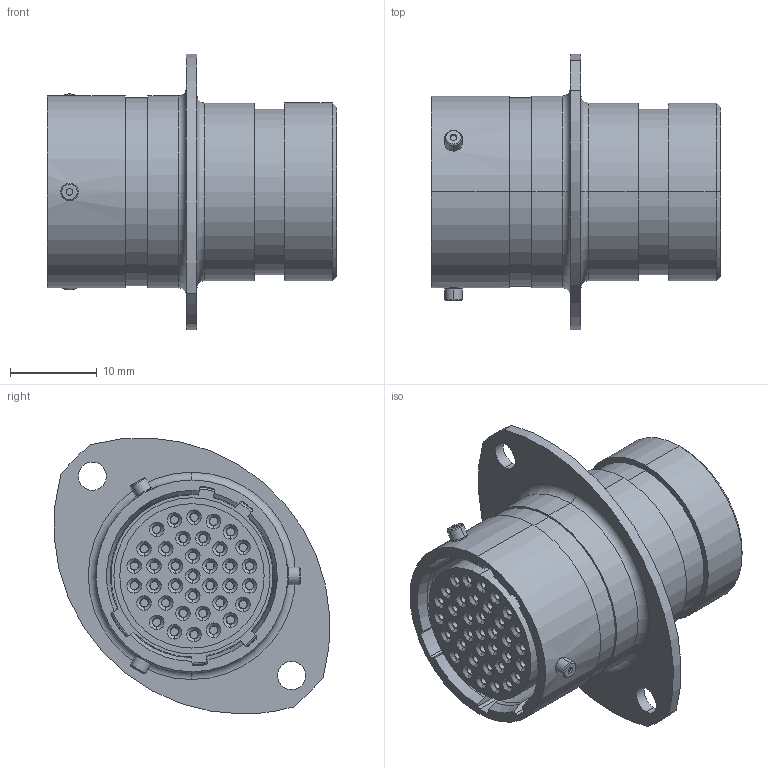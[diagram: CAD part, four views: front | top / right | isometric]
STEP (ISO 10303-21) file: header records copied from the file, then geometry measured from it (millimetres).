
FILE_DESCRIPTION (( 'STEP AP214' ), '1' );
FILE_NAME ('AS014-35SB.STEP', '2018-02-19T11:02:58', ( 'TE Connectivity' ), ( 'TE Connectivity' ), 'SwSTEP 2.0', 'SolidWorks 2015', '' );
FILE_SCHEMA (( 'AUTOMOTIVE_DESIGN' ));
Length unit declared in the file: millimetre
Products named in the file (1): AS014-35SB
Bounding box: 33.31 x 31.76 x 31.8 mm (x, y, z)
Volume: 9109.4 mm3; surface area: 12687.1 mm2
Topology: 10 solids, 10 shells, 984 faces, 2181 edges, 1263 vertices
Faces by surface type: cylinder 322, torus 318, cone 242, plane 88, sphere 14
Entity records: 38716 total; most frequent: DIRECTION 5643, CARTESIAN_POINT 4671, ORIENTED_EDGE 4338, AXIS2_PLACEMENT_3D 2527, EDGE_CURVE 2169, CIRCLE 1542, VERTEX_POINT 1259, EDGE_LOOP 1202
